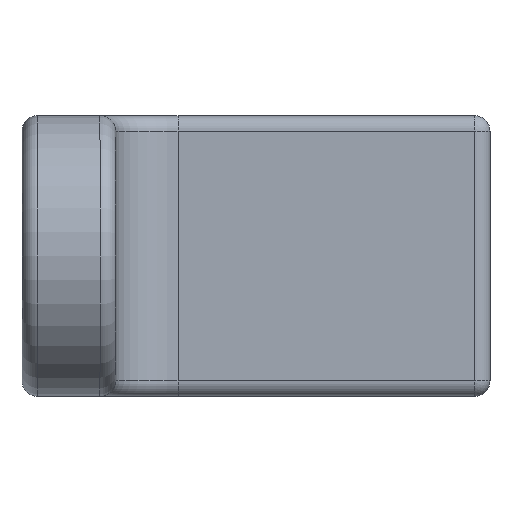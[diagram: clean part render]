
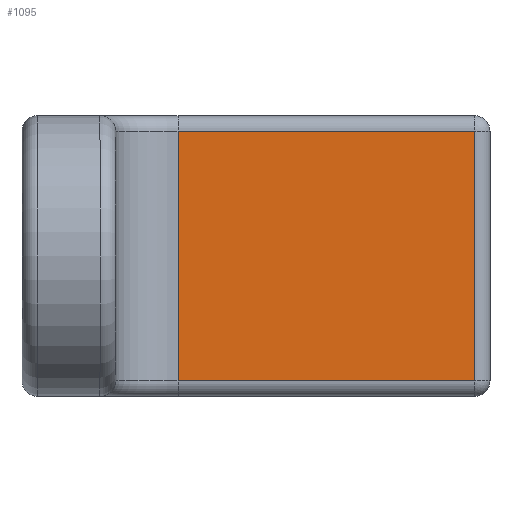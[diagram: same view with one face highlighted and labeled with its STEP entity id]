
A CAD part, left-side view. The second image highlights one B-rep face of the part: STEP entity #1095.
In plain terms, the highlighted planar face has unit normal (-1, 0, 0).
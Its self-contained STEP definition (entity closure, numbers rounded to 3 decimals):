
#100=LINE('',#1856,#175);
#103=LINE('',#1879,#178);
#105=LINE('',#1882,#180);
#119=LINE('',#1944,#194);
#175=VECTOR('',#1503,10.);
#178=VECTOR('',#1536,10.);
#180=VECTOR('',#1540,10.);
#194=VECTOR('',#1626,10.);
#298=FACE_OUTER_BOUND('',#383,.T.);
#383=EDGE_LOOP('',(#988,#989,#990,#991));
#530=VERTEX_POINT('',#1844);
#532=VERTEX_POINT('',#1850);
#533=VERTEX_POINT('',#1854);
#538=VERTEX_POINT('',#1875);
#654=EDGE_CURVE('',#530,#533,#100,.T.);
#666=EDGE_CURVE('',#538,#532,#103,.T.);
#668=EDGE_CURVE('',#532,#530,#105,.T.);
#697=EDGE_CURVE('',#533,#538,#119,.T.);
#988=ORIENTED_EDGE('',*,*,#666,.F.);
#989=ORIENTED_EDGE('',*,*,#697,.F.);
#990=ORIENTED_EDGE('',*,*,#654,.F.);
#991=ORIENTED_EDGE('',*,*,#668,.F.);
#1025=PLANE('',#1266);
#1095=ADVANCED_FACE('',(#298),#1025,.T.);
#1266=AXIS2_PLACEMENT_3D('',#1949,#1633,#1634);
#1503=DIRECTION('',(0.,1.,0.));
#1536=DIRECTION('',(0.,-1.,0.));
#1540=DIRECTION('',(0.,0.,-1.));
#1626=DIRECTION('',(0.,0.,1.));
#1633=DIRECTION('center_axis',(-1.,0.,0.));
#1634=DIRECTION('ref_axis',(0.,1.,0.));
#1844=CARTESIAN_POINT('',(-6.5,-7.,-8.5));
#1850=CARTESIAN_POINT('',(-6.5,-7.,-0.5));
#1854=CARTESIAN_POINT('',(-6.5,2.5,-8.5));
#1856=CARTESIAN_POINT('',(-6.5,-3.75,-8.5));
#1875=CARTESIAN_POINT('',(-6.5,2.5,-0.5));
#1879=CARTESIAN_POINT('',(-6.5,-3.75,-0.5));
#1882=CARTESIAN_POINT('',(-6.5,-7.,0.));
#1944=CARTESIAN_POINT('',(-6.5,2.5,-2.25));
#1949=CARTESIAN_POINT('Origin',(-6.5,-7.5,0.));
